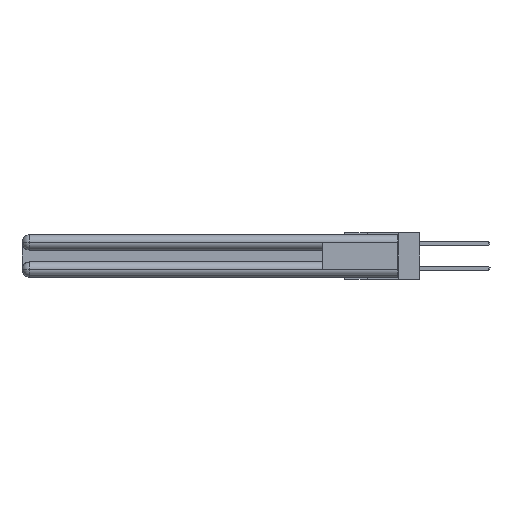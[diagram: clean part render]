
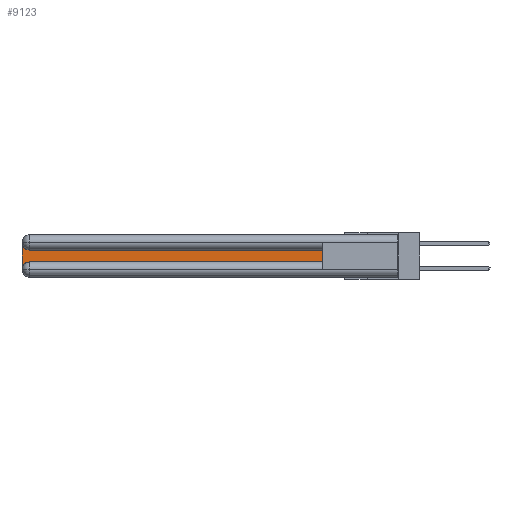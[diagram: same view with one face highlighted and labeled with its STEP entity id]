
A CAD part, left-side view. The second image highlights one B-rep face of the part: STEP entity #9123.
In plain terms, the highlighted planar face has unit normal (-1, 0, 0).
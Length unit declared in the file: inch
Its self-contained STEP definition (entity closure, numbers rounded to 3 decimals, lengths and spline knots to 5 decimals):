
#140 = EDGE_LOOP ( 'NONE', ( #5629, #6451, #1346, #21195, #20310, #22367 ) ) ;
#1155 = VECTOR ( 'NONE', #13394, 39.37008 ) ;
#1346 = ORIENTED_EDGE ( 'NONE', *, *, #13606, .T. ) ;
#2110 = DIRECTION ( 'NONE',  ( 0., 0., 1. ) ) ;
#3133 = DIRECTION ( 'NONE',  ( 0., 0., -1. ) ) ;
#3309 = EDGE_CURVE ( 'NONE', #21516, #24688, #21863, .T. ) ;
#3331 = DIRECTION ( 'NONE',  ( 0., 0., -1. ) ) ;
#3881 = VECTOR ( 'NONE', #25923, 39.37008 ) ;
#5599 = DIRECTION ( 'NONE',  ( 1., 0., 0. ) ) ;
#5629 = ORIENTED_EDGE ( 'NONE', *, *, #23096, .T. ) ;
#5707 = PLANE ( 'NONE',  #7051 ) ;
#6451 = ORIENTED_EDGE ( 'NONE', *, *, #13097, .T. ) ;
#6571 = LINE ( 'NONE', #8299, #20354 ) ;
#7051 = AXIS2_PLACEMENT_3D ( 'NONE', #17441, #5599, #3133 ) ;
#8299 = CARTESIAN_POINT ( 'NONE',  ( 0.075, 3., -0.2175 ) ) ;
#8940 = CARTESIAN_POINT ( 'NONE',  ( 0.075, 0.6, -0.2175 ) ) ;
#9123 = ADVANCED_FACE ( 'NONE', ( #16578 ), #5707, .F. ) ;
#9544 = AXIS2_PLACEMENT_3D ( 'NONE', #18084, #20505, #22919 ) ;
#12176 = CARTESIAN_POINT ( 'NONE',  ( 0.075, 2.94, -0.1225 ) ) ;
#12415 = LINE ( 'NONE', #21118, #3881 ) ;
#13097 = EDGE_CURVE ( 'NONE', #27241, #15387, #20384, .T. ) ;
#13151 = EDGE_CURVE ( 'NONE', #15807, #18943, #25236, .T. ) ;
#13394 = DIRECTION ( 'NONE',  ( 0., 1., 0. ) ) ;
#13606 = EDGE_CURVE ( 'NONE', #15387, #21516, #6571, .T. ) ;
#14531 = LINE ( 'NONE', #27888, #1155 ) ;
#15387 = VERTEX_POINT ( 'NONE', #30401 ) ;
#15411 = DIRECTION ( 'NONE',  ( 0., 0., -1. ) ) ;
#15807 = VERTEX_POINT ( 'NONE', #24658 ) ;
#16062 = AXIS2_PLACEMENT_3D ( 'NONE', #17335, #27281, #15411 ) ;
#16578 = FACE_OUTER_BOUND ( 'NONE', #140, .T. ) ;
#16639 = CARTESIAN_POINT ( 'NONE',  ( 0.075, 3., -0.2775 ) ) ;
#17335 = CARTESIAN_POINT ( 'NONE',  ( 0.075, 2.94, -0.2775 ) ) ;
#17441 = CARTESIAN_POINT ( 'NONE',  ( 0.075, 3., -0.1225 ) ) ;
#18084 = CARTESIAN_POINT ( 'NONE',  ( 0.075, 2.94, -0.0625 ) ) ;
#18943 = VERTEX_POINT ( 'NONE', #29593 ) ;
#20310 = ORIENTED_EDGE ( 'NONE', *, *, #27248, .T. ) ;
#20354 = VECTOR ( 'NONE', #3331, 39.37008 ) ;
#20384 = CIRCLE ( 'NONE', #9544, 0.06 ) ;
#20505 = DIRECTION ( 'NONE',  ( 1., 0., 0. ) ) ;
#21118 = CARTESIAN_POINT ( 'NONE',  ( 0.075, 0.6, -0.2175 ) ) ;
#21195 = ORIENTED_EDGE ( 'NONE', *, *, #3309, .T. ) ;
#21516 = VERTEX_POINT ( 'NONE', #16639 ) ;
#21863 = CIRCLE ( 'NONE', #16062, 0.06 ) ;
#22367 = ORIENTED_EDGE ( 'NONE', *, *, #13151, .T. ) ;
#22919 = DIRECTION ( 'NONE',  ( 0., 0., -1. ) ) ;
#23096 = EDGE_CURVE ( 'NONE', #18943, #27241, #14531, .T. ) ;
#24501 = VECTOR ( 'NONE', #2110, 39.37008 ) ;
#24658 = CARTESIAN_POINT ( 'NONE',  ( 0.075, 0.6, -0.2175 ) ) ;
#24688 = VERTEX_POINT ( 'NONE', #26544 ) ;
#25236 = LINE ( 'NONE', #8940, #24501 ) ;
#25923 = DIRECTION ( 'NONE',  ( 0., -1., 0. ) ) ;
#26544 = CARTESIAN_POINT ( 'NONE',  ( 0.075, 2.94, -0.2175 ) ) ;
#27241 = VERTEX_POINT ( 'NONE', #12176 ) ;
#27248 = EDGE_CURVE ( 'NONE', #24688, #15807, #12415, .T. ) ;
#27281 = DIRECTION ( 'NONE',  ( 1., 0., 0. ) ) ;
#27888 = CARTESIAN_POINT ( 'NONE',  ( 0.075, 0.6, -0.1225 ) ) ;
#29593 = CARTESIAN_POINT ( 'NONE',  ( 0.075, 0.6, -0.1225 ) ) ;
#30401 = CARTESIAN_POINT ( 'NONE',  ( 0.075, 3., -0.0625 ) ) ;
